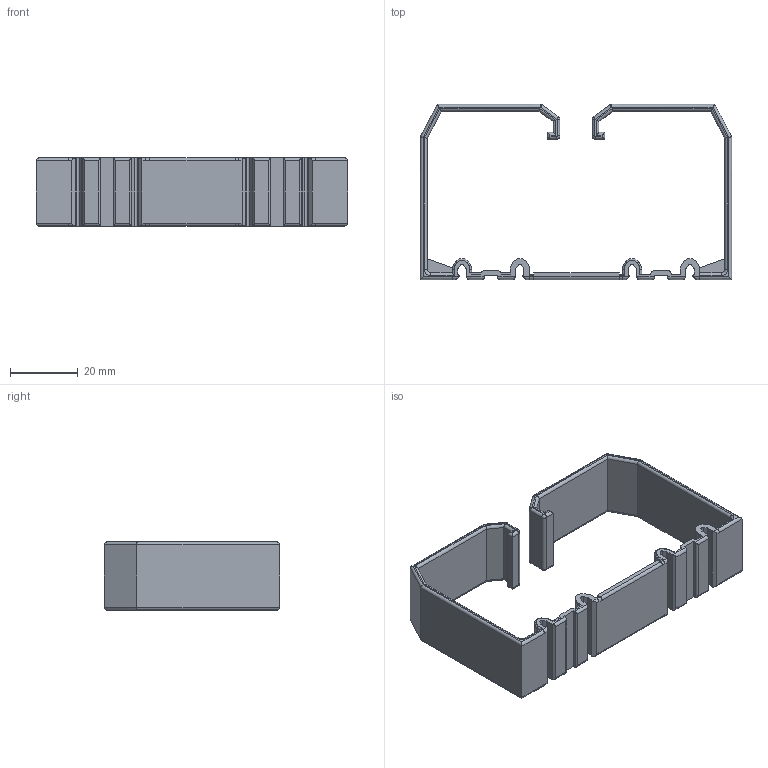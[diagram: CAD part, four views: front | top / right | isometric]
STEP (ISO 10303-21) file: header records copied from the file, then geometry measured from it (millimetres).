
FILE_DESCRIPTION (( 'STEP AP214' ), '1' );
FILE_NAME ('0.1.0.0.553395.STEP', '2024-09-24T07:13:50', ( '' ), ( '' ), 'SwSTEP 2.0', 'SolidWorks 2023', '' );
FILE_SCHEMA (( 'AUTOMOTIVE_DESIGN' ));
Length unit declared in the file: millimetre
Products named in the file (1): 0.1.0.0.553395
Bounding box: 92 x 51.78 x 20.11 mm (x, y, z)
Volume: 11649.5 mm3; surface area: 13457.9 mm2
Topology: 1 solids, 1 shells, 308 faces, 822 edges, 516 vertices
Faces by surface type: cylinder 156, plane 120, torus 28, bspline 4
Entity records: 9657 total; most frequent: CARTESIAN_POINT 2055, ORIENTED_EDGE 1644, DIRECTION 1560, EDGE_CURVE 822, AXIS2_PLACEMENT_3D 521, LINE 518, VECTOR 518, VERTEX_POINT 516
